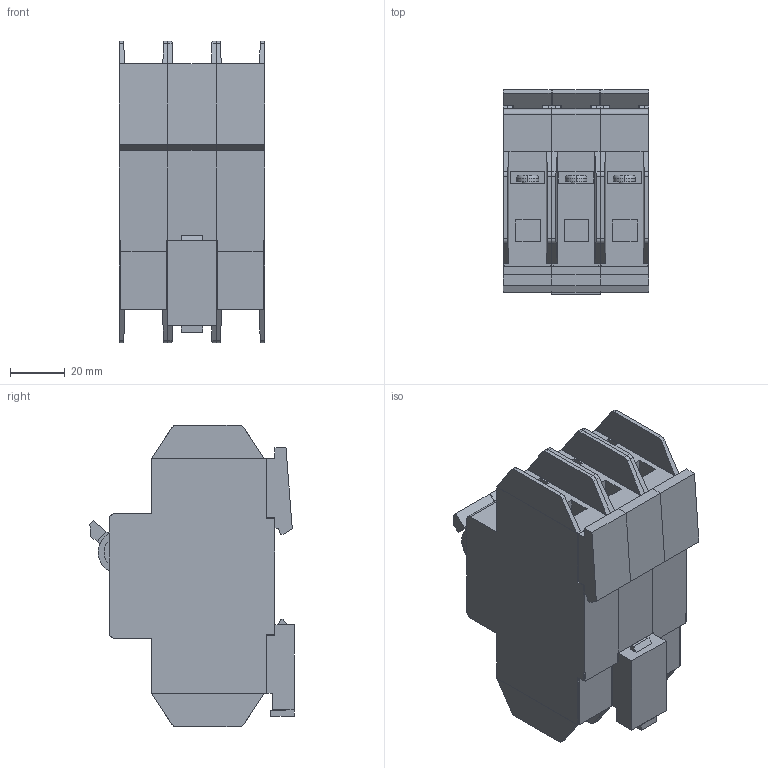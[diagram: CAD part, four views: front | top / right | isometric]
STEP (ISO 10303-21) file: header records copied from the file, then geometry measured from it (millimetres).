
FILE_DESCRIPTION (( 'STEP AP214' ), '1' );
FILE_NAME ('ALTECH L Series (3 Pole).STEP', '2010-03-24T10:18:28', ( 'Ayaz' ), ( '' ), 'SwSTEP 2.0', 'SolidWorks 2009', '' );
FILE_SCHEMA (( 'AUTOMOTIVE_DESIGN' ));
Length unit declared in the file: millimetre
Products named in the file (4): ALTEC 489_Printed; ALTEC 489_Default + Clamp; ALTEC 489; ALTECH L Series (3 Pole)
Assembly tree (3 placements, depth 2):
  ALTECH L Series (3 Pole)
    ALTEC 489_Printed
    ALTEC 489_Default + Clamp
    ALTEC 489
Bounding box: 53.07 x 74.54 x 110 mm (x, y, z)
Volume: 251010.2 mm3; surface area: 66494.8 mm2
Topology: 6 solids, 6 shells, 729 faces, 2043 edges, 1326 vertices
Faces by surface type: plane 549, cylinder 103, bspline 65, torus 12
Entity records: 33603 total; most frequent: CARTESIAN_POINT 8651, ORIENTED_EDGE 4086, DIRECTION 3483, EDGE_CURVE 2043, VECTOR 1635, LINE 1635, VERTEX_POINT 1326, AXIS2_PLACEMENT_3D 924
